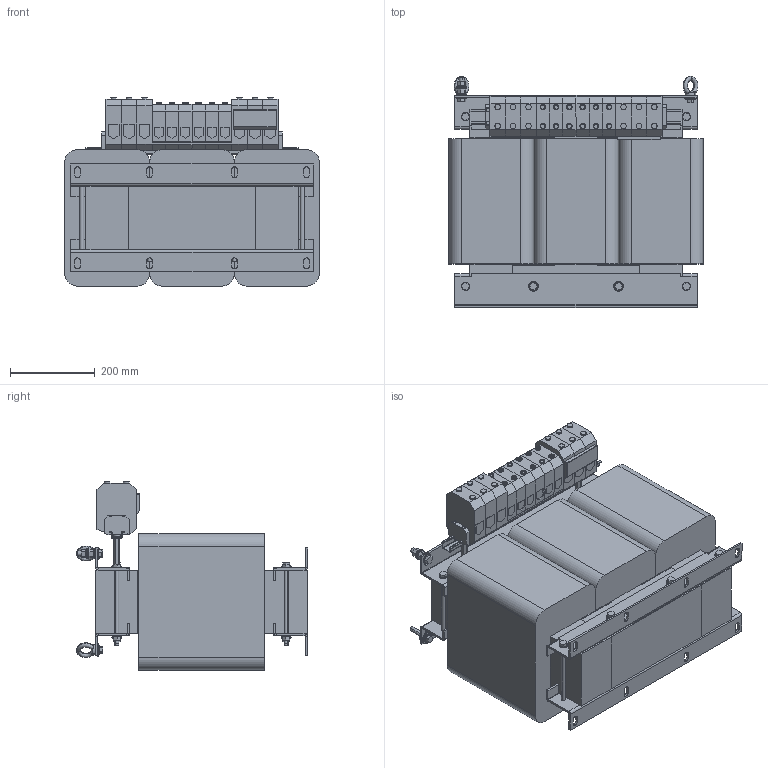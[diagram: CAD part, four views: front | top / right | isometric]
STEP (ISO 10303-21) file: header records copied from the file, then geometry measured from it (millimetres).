
FILE_DESCRIPTION (( 'STEP AP214' ), '1' );
FILE_NAME ('579358.STEP', '2023-03-31T08:48:47', ( '' ), ( '' ), 'SwSTEP 2.0', 'SolidWorks 2018', '' );
FILE_SCHEMA (( 'AUTOMOTIVE_DESIGN' ));
Length unit declared in the file: millimetre
Products named in the file (1): 579358
Bounding box: 600 x 545 x 443.89 mm (x, y, z)
Volume: 77519672.2 mm3; surface area: 1836234.9 mm2
Topology: 1 solids, 1 shells, 1322 faces, 3326 edges, 2112 vertices
Faces by surface type: plane 943, cylinder 313, cone 30, torus 24, bspline 12
Full cylindrical faces by diameter (mm): 10 x6
Entity records: 41926 total; most frequent: CARTESIAN_POINT 9745, ORIENTED_EDGE 6656, DIRECTION 6566, EDGE_CURVE 3328, VECTOR 2440, LINE 2440, VERTEX_POINT 2118, AXIS2_PLACEMENT_3D 2063
